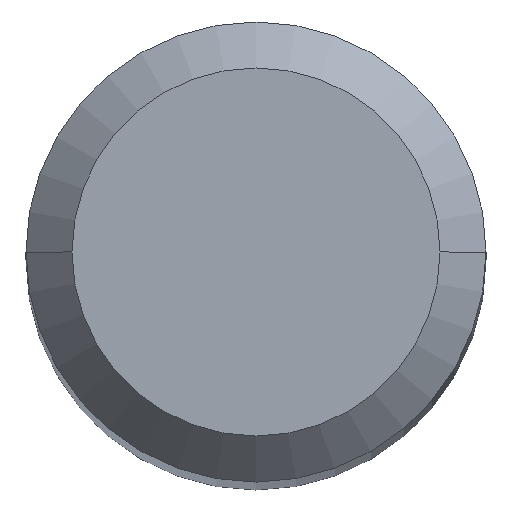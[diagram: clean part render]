
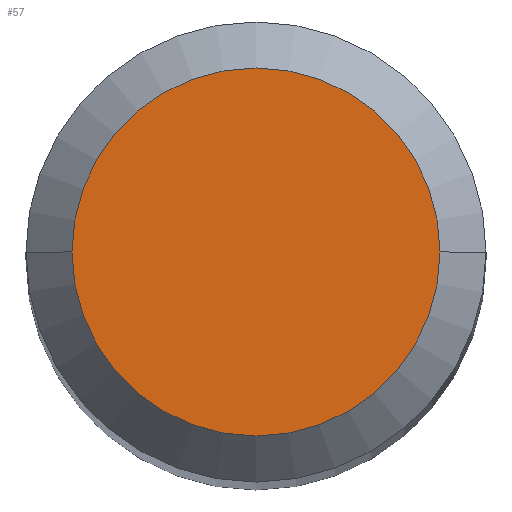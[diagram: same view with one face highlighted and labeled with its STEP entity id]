
A CAD part, top view. The second image highlights one B-rep face of the part: STEP entity #57.
In plain terms, the highlighted planar face has unit normal (0, 0, 1).
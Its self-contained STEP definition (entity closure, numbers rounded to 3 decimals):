
#20 = DIRECTION ( 'NONE',  ( 0., 0., 1. ) ) ;
#24 = EDGE_CURVE ( 'NONE', #143, #219, #127, .T. ) ;
#31 = CARTESIAN_POINT ( 'NONE',  ( 1.2, 0., 30. ) ) ;
#33 = CARTESIAN_POINT ( 'NONE',  ( -1.2, 0., 30. ) ) ;
#39 = EDGE_LOOP ( 'NONE', ( #220, #126 ) ) ;
#40 = CARTESIAN_POINT ( 'NONE',  ( 0., 0., 30. ) ) ;
#45 = DIRECTION ( 'NONE',  ( 1., 0., 0. ) ) ;
#47 = DIRECTION ( 'NONE',  ( 1., 0., 0. ) ) ;
#55 = AXIS2_PLACEMENT_3D ( 'NONE', #40, #20, #47 ) ;
#57 = ADVANCED_FACE ( 'NONE', ( #181 ), #161, .T. ) ;
#60 = DIRECTION ( 'NONE',  ( 0., 0., 1. ) ) ;
#77 = CARTESIAN_POINT ( 'NONE',  ( 0., 0., 30. ) ) ;
#78 = DIRECTION ( 'NONE',  ( 0., 0., 1. ) ) ;
#95 = EDGE_CURVE ( 'NONE', #219, #143, #207, .T. ) ;
#126 = ORIENTED_EDGE ( 'NONE', *, *, #95, .T. ) ;
#127 = CIRCLE ( 'NONE', #156, 1.2 ) ;
#143 = VERTEX_POINT ( 'NONE', #33 ) ;
#156 = AXIS2_PLACEMENT_3D ( 'NONE', #159, #60, #195 ) ;
#159 = CARTESIAN_POINT ( 'NONE',  ( 0., 0., 30. ) ) ;
#161 = PLANE ( 'NONE',  #55 ) ;
#170 = AXIS2_PLACEMENT_3D ( 'NONE', #77, #78, #45 ) ;
#181 = FACE_OUTER_BOUND ( 'NONE', #39, .T. ) ;
#195 = DIRECTION ( 'NONE',  ( 1., 0., 0. ) ) ;
#207 = CIRCLE ( 'NONE', #170, 1.2 ) ;
#219 = VERTEX_POINT ( 'NONE', #31 ) ;
#220 = ORIENTED_EDGE ( 'NONE', *, *, #24, .T. ) ;
